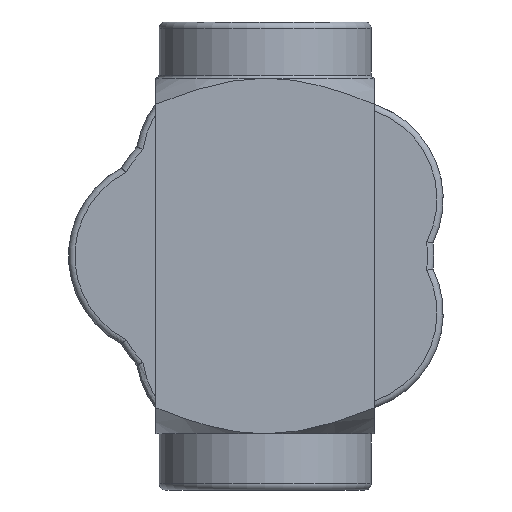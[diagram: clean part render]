
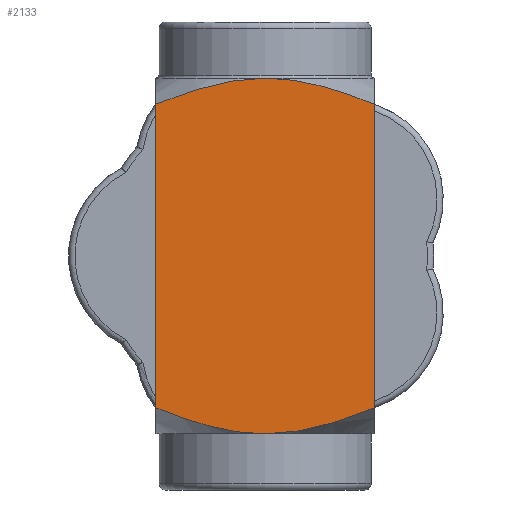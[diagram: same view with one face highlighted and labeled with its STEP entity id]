
A CAD part, front view. The second image highlights one B-rep face of the part: STEP entity #2133.
In plain terms, the highlighted planar face has unit normal (0, -1, 0).
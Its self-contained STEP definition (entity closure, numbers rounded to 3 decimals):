
#111=(
BOUNDED_CURVE()
B_SPLINE_CURVE(2,(#3704,#3705,#3706),.UNSPECIFIED.,.F.,.F.)
B_SPLINE_CURVE_WITH_KNOTS((3,3),(1.234,3.466),
 .UNSPECIFIED.)
CURVE()
GEOMETRIC_REPRESENTATION_ITEM()
RATIONAL_B_SPLINE_CURVE((1.113,1.159,1.))
REPRESENTATION_ITEM('')
);
#114=(
BOUNDED_CURVE()
B_SPLINE_CURVE(2,(#3715,#3716,#3717),.UNSPECIFIED.,.F.,.F.)
B_SPLINE_CURVE_WITH_KNOTS((3,3),(3.466,5.699),
 .UNSPECIFIED.)
CURVE()
GEOMETRIC_REPRESENTATION_ITEM()
RATIONAL_B_SPLINE_CURVE((1.,1.159,1.113))
REPRESENTATION_ITEM('')
);
#119=(
BOUNDED_CURVE()
B_SPLINE_CURVE(2,(#3737,#3738,#3739),.UNSPECIFIED.,.F.,.F.)
B_SPLINE_CURVE_WITH_KNOTS((3,3),(1.234,3.466),
 .UNSPECIFIED.)
CURVE()
GEOMETRIC_REPRESENTATION_ITEM()
RATIONAL_B_SPLINE_CURVE((1.113,1.159,1.))
REPRESENTATION_ITEM('')
);
#122=(
BOUNDED_CURVE()
B_SPLINE_CURVE(2,(#3751,#3752,#3753),.UNSPECIFIED.,.F.,.F.)
B_SPLINE_CURVE_WITH_KNOTS((3,3),(3.466,5.699),
 .UNSPECIFIED.)
CURVE()
GEOMETRIC_REPRESENTATION_ITEM()
RATIONAL_B_SPLINE_CURVE((1.,1.159,1.113))
REPRESENTATION_ITEM('')
);
#190=PLANE('',#2478);
#290=LINE('',#3779,#371);
#291=LINE('',#3781,#372);
#371=VECTOR('',#2970,48.63);
#372=VECTOR('',#2973,48.63);
#515=FACE_OUTER_BOUND('',#664,.T.);
#664=EDGE_LOOP('',(#1756,#1757,#1758,#1759,#1760,#1761));
#878=VERTEX_POINT('',#3283);
#976=VERTEX_POINT('',#3703);
#977=VERTEX_POINT('',#3711);
#980=VERTEX_POINT('',#3735);
#981=VERTEX_POINT('',#3736);
#983=VERTEX_POINT('',#3746);
#1233=EDGE_CURVE('',#976,#878,#111,.T.);
#1236=EDGE_CURVE('',#878,#977,#114,.T.);
#1241=EDGE_CURVE('',#980,#981,#119,.T.);
#1245=EDGE_CURVE('',#981,#983,#122,.T.);
#1255=EDGE_CURVE('',#977,#980,#290,.T.);
#1256=EDGE_CURVE('',#976,#983,#291,.T.);
#1756=ORIENTED_EDGE('',*,*,#1236,.T.);
#1757=ORIENTED_EDGE('',*,*,#1255,.T.);
#1758=ORIENTED_EDGE('',*,*,#1241,.T.);
#1759=ORIENTED_EDGE('',*,*,#1245,.T.);
#1760=ORIENTED_EDGE('',*,*,#1256,.F.);
#1761=ORIENTED_EDGE('',*,*,#1233,.T.);
#2133=ADVANCED_FACE('',(#515),#190,.T.);
#2478=AXIS2_PLACEMENT_3D('',#3782,#2974,#2975);
#2970=DIRECTION('',(0.,0.,-1.));
#2973=DIRECTION('',(0.,0.,-1.));
#2974=DIRECTION('center_axis',(0.,-1.,0.));
#2975=DIRECTION('ref_axis',(0.,0.,-1.));
#3283=CARTESIAN_POINT('',(0.,-17.5,28.5));
#3703=CARTESIAN_POINT('',(17.5,-17.5,24.315));
#3704=CARTESIAN_POINT('Ctrl Pts',(17.5,-17.5,24.315));
#3705=CARTESIAN_POINT('Ctrl Pts',(7.249,-17.5,28.5));
#3706=CARTESIAN_POINT('Ctrl Pts',(0.,-17.5,28.5));
#3711=CARTESIAN_POINT('',(-17.5,-17.5,24.315));
#3715=CARTESIAN_POINT('Ctrl Pts',(0.,-17.5,28.5));
#3716=CARTESIAN_POINT('Ctrl Pts',(-7.249,-17.5,28.5));
#3717=CARTESIAN_POINT('Ctrl Pts',(-17.5,-17.5,24.315));
#3735=CARTESIAN_POINT('',(-17.5,-17.5,-24.315));
#3736=CARTESIAN_POINT('',(0.,-17.5,-28.5));
#3737=CARTESIAN_POINT('Ctrl Pts',(-17.5,-17.5,-24.315));
#3738=CARTESIAN_POINT('Ctrl Pts',(-7.249,-17.5,-28.5));
#3739=CARTESIAN_POINT('Ctrl Pts',(0.,-17.5,-28.5));
#3746=CARTESIAN_POINT('',(17.5,-17.5,-24.315));
#3751=CARTESIAN_POINT('Ctrl Pts',(0.,-17.5,-28.5));
#3752=CARTESIAN_POINT('Ctrl Pts',(7.249,-17.5,-28.5));
#3753=CARTESIAN_POINT('Ctrl Pts',(17.5,-17.5,-24.315));
#3779=CARTESIAN_POINT('',(-17.5,-17.5,24.315));
#3781=CARTESIAN_POINT('',(17.5,-17.5,24.315));
#3782=CARTESIAN_POINT('Origin',(17.5,-17.5,0.));
